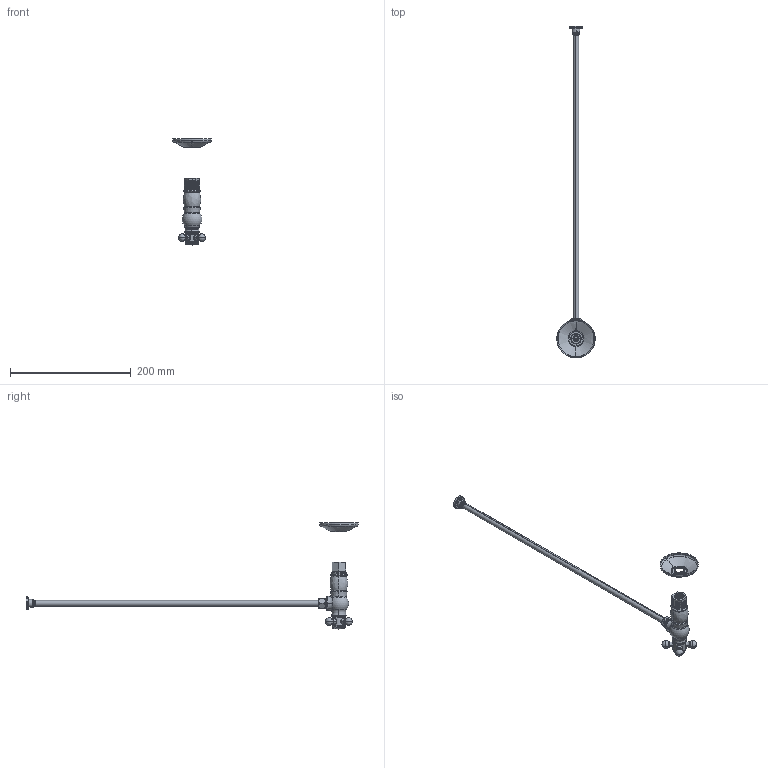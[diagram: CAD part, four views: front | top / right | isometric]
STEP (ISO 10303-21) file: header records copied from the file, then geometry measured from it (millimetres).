
FILE_DESCRIPTION((''),'2;1');
FILE_NAME('482X-2','2021-06-17T14:46:04',('NSantos'),(''),'CREO PARAMETRIC BY PTC INC, 2018500','CREO PARAMETRIC BY PTC INC, 2018500','');
FILE_SCHEMA(('CONFIG_CONTROL_DESIGN'));
Products named in the file (1): 482X-2
Bounding box: 63.5 x 549.02 x 175.32 mm (x, y, z)
Volume: 23750.1 mm3; surface area: 101542.3 mm2
Topology: 7 solids, 22 shells, 1253 faces, 3284 edges, 2043 vertices
Faces by surface type: cylinder 468, plane 294, cone 178, bspline 146, torus 133, sphere 29, revolution 4, extrusion 1
Entity records: 60262 total; most frequent: CARTESIAN_POINT 31692, ORIENTED_EDGE 6304, DIRECTION 5288, EDGE_CURVE 3260, AXIS2_PLACEMENT_3D 2141, VERTEX_POINT 2043, EDGE_LOOP 1348, FACE_OUTER_BOUND 1253
